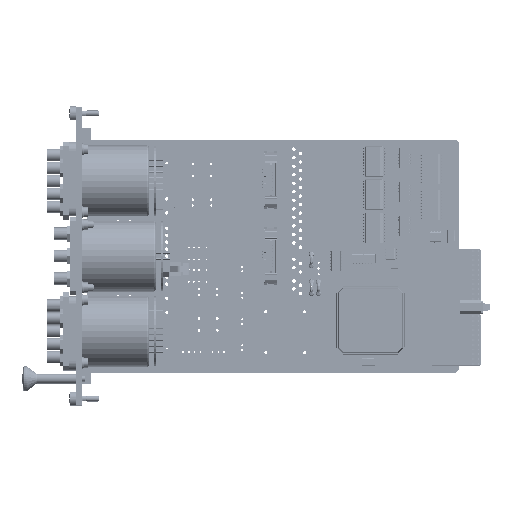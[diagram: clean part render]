
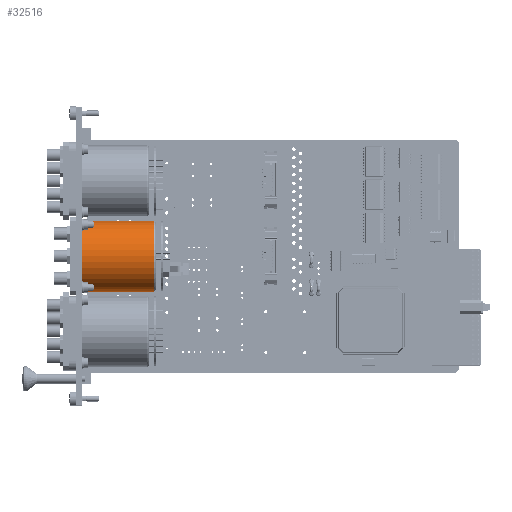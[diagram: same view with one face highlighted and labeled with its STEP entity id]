
A CAD part, top view. The second image highlights one B-rep face of the part: STEP entity #32516.
In plain terms, the highlighted cylindrical face has radius 15.25 mm (diameter 30.5 mm), a full revolution.
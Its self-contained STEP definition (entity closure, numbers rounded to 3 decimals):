
#25484 = VERTEX_POINT ( 'NONE', #51600 ) ;
#25496 = VERTEX_POINT ( 'NONE', #51634 ) ;
#32516 = ADVANCED_FACE ( 'NONE', ( #206815, #206819 ), #206824, .T. ) ;
#39567 = EDGE_LOOP ( 'NONE', ( #161105 ) ) ;
#45970 = EDGE_LOOP ( 'NONE', ( #161099 ) ) ;
#51600 = CARTESIAN_POINT ( 'NONE',  ( -68.264, 60.216, 57.882 ) ) ;
#51634 = CARTESIAN_POINT ( 'NONE',  ( -34.964, 60.216, 57.882 ) ) ;
#56308 = CIRCLE ( 'NONE', #64080, 15.25 ) ;
#56422 = CIRCLE ( 'NONE', #64129, 15.25 ) ;
#64080 = AXIS2_PLACEMENT_3D ( 'NONE', #284435, #284437, #284440 ) ;
#64129 = AXIS2_PLACEMENT_3D ( 'NONE', #284643, #284646, #284649 ) ;
#66437 = CARTESIAN_POINT ( 'NONE',  ( -33.964, 44.966, 57.882 ) ) ;
#66441 = DIRECTION ( 'NONE',  ( -1., 0., 0. ) ) ;
#66468 = DIRECTION ( 'NONE',  ( 0., -1., 0. ) ) ;
#143209 = EDGE_CURVE ( 'NONE', #25484, #25484, #56308, .T. ) ;
#143260 = EDGE_CURVE ( 'NONE', #25496, #25496, #56422, .T. ) ;
#161099 = ORIENTED_EDGE ( 'NONE', *, *, #143260, .T. ) ;
#161105 = ORIENTED_EDGE ( 'NONE', *, *, #143209, .T. ) ;
#206815 = FACE_OUTER_BOUND ( 'NONE', #45970, .T. ) ;
#206819 = FACE_OUTER_BOUND ( 'NONE', #39567, .T. ) ;
#206824 = CYLINDRICAL_SURFACE ( 'NONE', #250875, 15.25 ) ;
#250875 = AXIS2_PLACEMENT_3D ( 'NONE', #66437, #66441, #66468 ) ;
#284435 = CARTESIAN_POINT ( 'NONE',  ( -68.264, 44.966, 57.882 ) ) ;
#284437 = DIRECTION ( 'NONE',  ( 1., 0., 0. ) ) ;
#284440 = DIRECTION ( 'NONE',  ( 0., 1., 0. ) ) ;
#284643 = CARTESIAN_POINT ( 'NONE',  ( -34.964, 44.966, 57.882 ) ) ;
#284646 = DIRECTION ( 'NONE',  ( -1., 0., 0. ) ) ;
#284649 = DIRECTION ( 'NONE',  ( 0., 1., 0. ) ) ;
